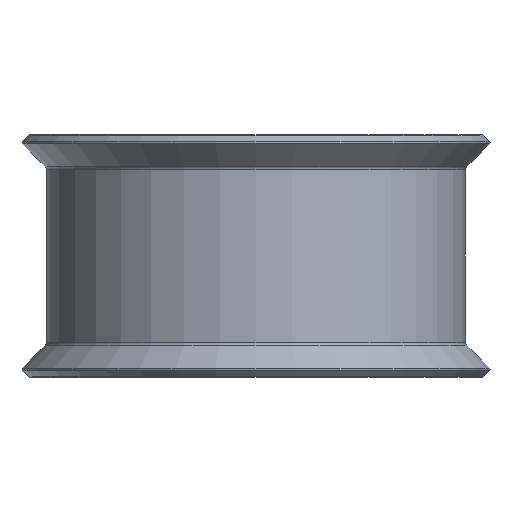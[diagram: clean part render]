
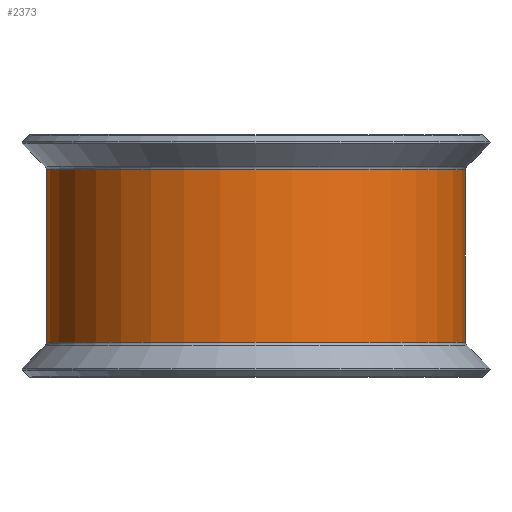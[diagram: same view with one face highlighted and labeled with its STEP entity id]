
A CAD part, front view. The second image highlights one B-rep face of the part: STEP entity #2373.
In plain terms, the highlighted cylindrical face has radius 10.947 mm (diameter 21.895 mm), a partial arc.
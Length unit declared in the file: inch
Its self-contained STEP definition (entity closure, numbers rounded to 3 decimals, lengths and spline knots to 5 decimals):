
#49 = CARTESIAN_POINT ( 'NONE',  ( -0.025, -0.781, 0.25 ) ) ;
#127 = AXIS2_PLACEMENT_3D ( 'NONE', #1900, #448, #2154 ) ;
#172 = DIRECTION ( 'NONE',  ( 0., 0., -1. ) ) ;
#194 = AXIS2_PLACEMENT_3D ( 'NONE', #699, #960, #1915 ) ;
#292 = FACE_OUTER_BOUND ( 'NONE', #522, .T. ) ;
#417 = CIRCLE ( 'NONE', #127, 0.431 ) ;
#448 = DIRECTION ( 'NONE',  ( 0., 0., -1. ) ) ;
#449 = VECTOR ( 'NONE', #983, 39.37008 ) ;
#522 = EDGE_LOOP ( 'NONE', ( #2929, #2142, #1152, #1666 ) ) ;
#583 = EDGE_CURVE ( 'NONE', #1382, #1230, #2774, .T. ) ;
#699 = CARTESIAN_POINT ( 'NONE',  ( 0.406, -0.781, 0.25 ) ) ;
#788 = VERTEX_POINT ( 'NONE', #2123 ) ;
#865 = CYLINDRICAL_SURFACE ( 'NONE', #194, 0.431 ) ;
#922 = EDGE_CURVE ( 'NONE', #1475, #788, #417, .T. ) ;
#960 = DIRECTION ( 'NONE',  ( 0., 0., -1. ) ) ;
#983 = DIRECTION ( 'NONE',  ( 0., 0., -1. ) ) ;
#1098 = DIRECTION ( 'NONE',  ( 0., 0., -1. ) ) ;
#1143 = CARTESIAN_POINT ( 'NONE',  ( -0.025, -0.781, -0.17722 ) ) ;
#1152 = ORIENTED_EDGE ( 'NONE', *, *, #2272, .F. ) ;
#1177 = VECTOR ( 'NONE', #1098, 39.37008 ) ;
#1230 = VERTEX_POINT ( 'NONE', #1143 ) ;
#1303 = CARTESIAN_POINT ( 'NONE',  ( 0.406, -0.35, 0.17722 ) ) ;
#1382 = VERTEX_POINT ( 'NONE', #1413 ) ;
#1413 = CARTESIAN_POINT ( 'NONE',  ( 0.406, -0.35, -0.17722 ) ) ;
#1435 = LINE ( 'NONE', #49, #449 ) ;
#1475 = VERTEX_POINT ( 'NONE', #1303 ) ;
#1627 = CARTESIAN_POINT ( 'NONE',  ( 0.406, -0.781, -0.17722 ) ) ;
#1666 = ORIENTED_EDGE ( 'NONE', *, *, #922, .T. ) ;
#1866 = DIRECTION ( 'NONE',  ( -1., 0., 0. ) ) ;
#1900 = CARTESIAN_POINT ( 'NONE',  ( 0.406, -0.781, 0.17722 ) ) ;
#1915 = DIRECTION ( 'NONE',  ( -1., 0., 0. ) ) ;
#1982 = LINE ( 'NONE', #2303, #1177 ) ;
#2123 = CARTESIAN_POINT ( 'NONE',  ( -0.025, -0.781, 0.17722 ) ) ;
#2142 = ORIENTED_EDGE ( 'NONE', *, *, #583, .F. ) ;
#2154 = DIRECTION ( 'NONE',  ( -1., 0., 0. ) ) ;
#2217 = AXIS2_PLACEMENT_3D ( 'NONE', #1627, #172, #1866 ) ;
#2272 = EDGE_CURVE ( 'NONE', #1475, #1382, #1982, .T. ) ;
#2303 = CARTESIAN_POINT ( 'NONE',  ( 0.406, -0.35, 0.25 ) ) ;
#2373 = ADVANCED_FACE ( 'NONE', ( #292 ), #865, .T. ) ;
#2451 = EDGE_CURVE ( 'NONE', #788, #1230, #1435, .T. ) ;
#2774 = CIRCLE ( 'NONE', #2217, 0.431 ) ;
#2929 = ORIENTED_EDGE ( 'NONE', *, *, #2451, .T. ) ;
